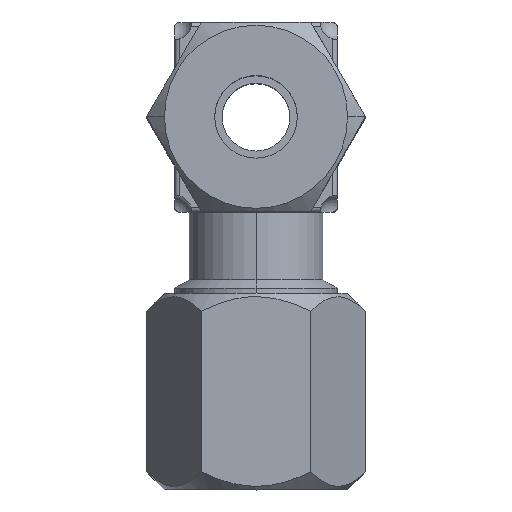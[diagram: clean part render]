
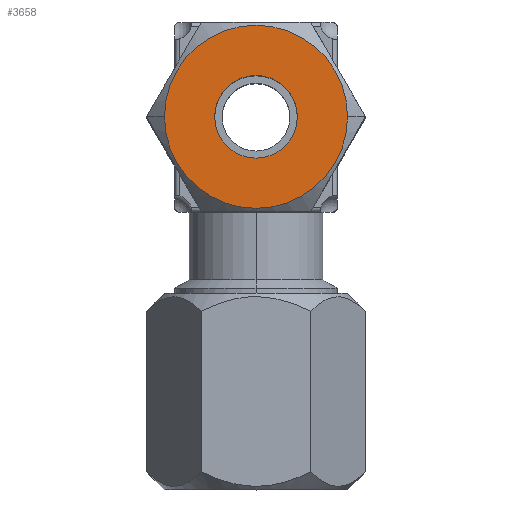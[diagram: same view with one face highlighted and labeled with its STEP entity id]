
A CAD part, top view. The second image highlights one B-rep face of the part: STEP entity #3658.
In plain terms, the highlighted face is planar.
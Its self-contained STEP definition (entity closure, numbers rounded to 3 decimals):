
#106 = ORIENTED_EDGE ( 'NONE', *, *, #3633, .F. ) ;
#117 = ORIENTED_EDGE ( 'NONE', *, *, #3636, .T. ) ;
#119 = ORIENTED_EDGE ( 'NONE', *, *, #3417, .T. ) ;
#2142 = CARTESIAN_POINT ( 'NONE',  ( -6.76, 0., -19.5 ) ) ;
#2143 = CARTESIAN_POINT ( 'NONE',  ( 6.76, 0., -19.5 ) ) ;
#2144 = DIRECTION ( 'NONE',  ( 1., 0., 0. ) ) ;
#2145 = DIRECTION ( 'NONE',  ( 0., 0., 1. ) ) ;
#2146 = CARTESIAN_POINT ( 'NONE',  ( 0., 0., -19.5 ) ) ;
#2147 = AXIS2_PLACEMENT_3D ( 'NONE', #2146, #2145, #2144 ) ;
#2148 = CIRCLE ( 'NONE', #2147, 6.76 ) ;
#2149 = CARTESIAN_POINT ( 'NONE',  ( 0., -3.05, -19.5 ) ) ;
#2150 = CARTESIAN_POINT ( 'NONE',  ( 0., 3.05, -19.5 ) ) ;
#2151 = DIRECTION ( 'NONE',  ( 0., -1., 0. ) ) ;
#2152 = DIRECTION ( 'NONE',  ( 0., 0., 1. ) ) ;
#2153 = CARTESIAN_POINT ( 'NONE',  ( 0., 0., -19.5 ) ) ;
#2154 = AXIS2_PLACEMENT_3D ( 'NONE', #2153, #2152, #2151 ) ;
#2155 = CIRCLE ( 'NONE', #2154, 3.05 ) ;
#2707 = DIRECTION ( 'NONE',  ( 0., -1., 0. ) ) ;
#2708 = DIRECTION ( 'NONE',  ( 0., 0., 1. ) ) ;
#2709 = CARTESIAN_POINT ( 'NONE',  ( 0., 0., -19.5 ) ) ;
#2710 = AXIS2_PLACEMENT_3D ( 'NONE', #2709, #2708, #2707 ) ;
#2711 = CIRCLE ( 'NONE', #2710, 3.05 ) ;
#2712 = DIRECTION ( 'NONE',  ( 1., 0., 0. ) ) ;
#2713 = DIRECTION ( 'NONE',  ( 0., 0., 1. ) ) ;
#2714 = CARTESIAN_POINT ( 'NONE',  ( 0., 0., -19.5 ) ) ;
#2715 = AXIS2_PLACEMENT_3D ( 'NONE', #2714, #2713, #2712 ) ;
#2716 = CIRCLE ( 'NONE', #2715, 6.76 ) ;
#2752 = DIRECTION ( 'NONE',  ( 0., -1., 0. ) ) ;
#2753 = DIRECTION ( 'NONE',  ( 0., 0., 1. ) ) ;
#2754 = CARTESIAN_POINT ( 'NONE',  ( 0., 8.083, -19.5 ) ) ;
#2755 = PLANE ( 'NONE',  #2756 ) ;
#2756 = AXIS2_PLACEMENT_3D ( 'NONE', #2754, #2753, #2752 ) ;
#2757 = FACE_OUTER_BOUND ( 'NONE', #3630, .T. ) ;
#2758 = FACE_BOUND ( 'NONE', #3659, .T. ) ;
#3417 = EDGE_CURVE ( 'NONE', #3418, #3419, #2155, .T. ) ;
#3418 = VERTEX_POINT ( 'NONE', #2150 ) ;
#3419 = VERTEX_POINT ( 'NONE', #2149 ) ;
#3421 = EDGE_CURVE ( 'NONE', #3422, #3423, #2148, .T. ) ;
#3422 = VERTEX_POINT ( 'NONE', #2143 ) ;
#3423 = VERTEX_POINT ( 'NONE', #2142 ) ;
#3630 = EDGE_LOOP ( 'NONE', ( #3635, #106 ) ) ;
#3633 = EDGE_CURVE ( 'NONE', #3423, #3422, #2716, .T. ) ;
#3635 = ORIENTED_EDGE ( 'NONE', *, *, #3421, .F. ) ;
#3636 = EDGE_CURVE ( 'NONE', #3419, #3418, #2711, .T. ) ;
#3658 = ADVANCED_FACE ( 'NONE', ( #2758, #2757 ), #2755, .F. ) ;
#3659 = EDGE_LOOP ( 'NONE', ( #117, #119 ) ) ;
